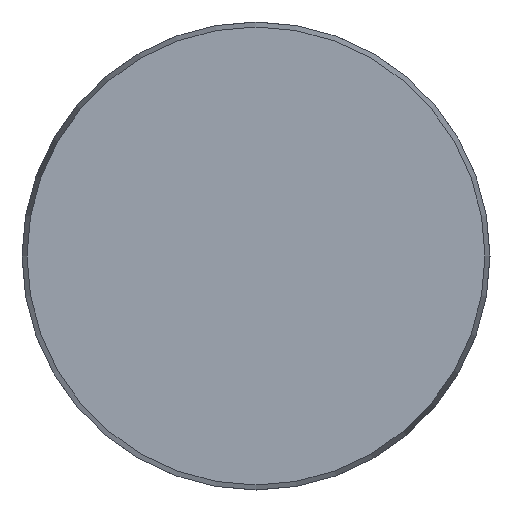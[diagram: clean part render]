
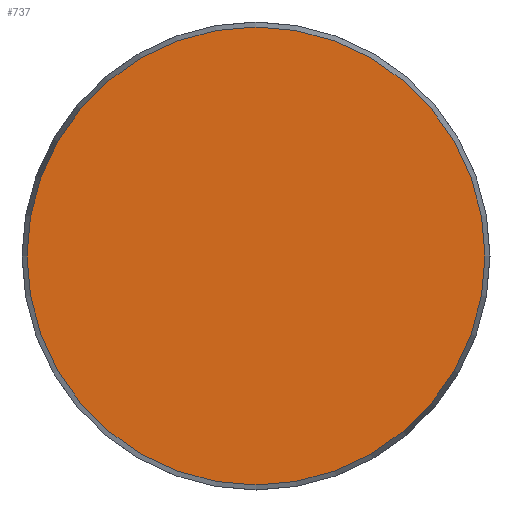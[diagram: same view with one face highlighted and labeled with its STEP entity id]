
A CAD part, front view. The second image highlights one B-rep face of the part: STEP entity #737.
In plain terms, the highlighted planar face has unit normal (0, -1, 0).
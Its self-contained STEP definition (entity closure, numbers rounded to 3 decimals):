
#6 = CARTESIAN_POINT ( 'NONE',  ( 0., 0., -39.143 ) ) ;
#22 = EDGE_LOOP ( 'NONE', ( #324 ) ) ;
#70 = AXIS2_PLACEMENT_3D ( 'NONE', #180, #191, #432 ) ;
#180 = CARTESIAN_POINT ( 'NONE',  ( 0., 0., 0. ) ) ;
#191 = DIRECTION ( 'NONE',  ( 0., -1., 0. ) ) ;
#267 = CIRCLE ( 'NONE', #70, 39.143 ) ;
#309 = EDGE_CURVE ( 'NONE', #458, #458, #267, .T. ) ;
#324 = ORIENTED_EDGE ( 'NONE', *, *, #309, .T. ) ;
#432 = DIRECTION ( 'NONE',  ( 0., 0., -1. ) ) ;
#441 = PLANE ( 'NONE',  #609 ) ;
#458 = VERTEX_POINT ( 'NONE', #6 ) ;
#495 = CARTESIAN_POINT ( 'NONE',  ( -39.143, 0., 0. ) ) ;
#508 = DIRECTION ( 'NONE',  ( 0., 0., 1. ) ) ;
#609 = AXIS2_PLACEMENT_3D ( 'NONE', #495, #746, #508 ) ;
#737 = ADVANCED_FACE ( 'NONE', ( #809 ), #441, .F. ) ;
#746 = DIRECTION ( 'NONE',  ( 0., 1., 0. ) ) ;
#809 = FACE_OUTER_BOUND ( 'NONE', #22, .T. ) ;
